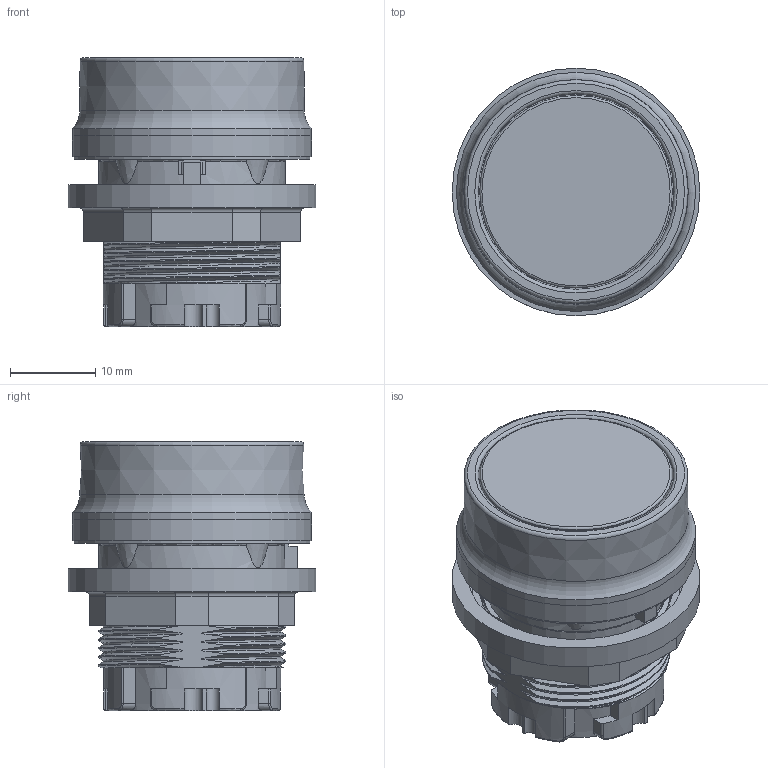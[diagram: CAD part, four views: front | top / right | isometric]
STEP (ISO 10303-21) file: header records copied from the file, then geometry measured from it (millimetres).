
FILE_DESCRIPTION(/* description */ (''),/* implementation_level */ '2;1');
FILE_NAME(/* name */ 'RVAT_ipt.stp',/* time_stamp */ '2017-05-18T10:45:39+02:00',/* author */ ('ahoffmann'),/* organization */ (''),/* preprocessor_version */ 'ST-DEVELOPER v16.1',/* originating_system */ 'Autodesk Inventor 2016',/* authorisation */ '');
FILE_SCHEMA (('AUTOMOTIVE_DESIGN { 1 0 10303 214 3 1 1 }'));
Length unit declared in the file: centimetre
Products named in the file (1): RVAT_vereinfacht
Bounding box: 29 x 29 x 31.54 mm (x, y, z)
Volume: 13604.2 mm3; surface area: 9807 mm2
Topology: 1 solids, 8 shells, 384 faces, 985 edges, 619 vertices
Faces by surface type: cylinder 131, plane 123, bspline 60, torus 49, cone 21
Full cylindrical faces by diameter (mm): 18.125 x2, 18.6 x1, 20.75 x1, 20.917 x1, 21.85 x1, 22.55 x1, 22.6 x1, 22.9 x3, 24.5 x1, 25.35 x1, 25.7 x1, 27.65 x1, 28 x2, 29 x1
Entity records: 16465 total; most frequent: CARTESIAN_POINT 7754, ORIENTED_EDGE 1860, DIRECTION 1708, EDGE_CURVE 925, AXIS2_PLACEMENT_3D 717, VERTEX_POINT 608, EDGE_LOOP 454, FACE_OUTER_BOUND 379
